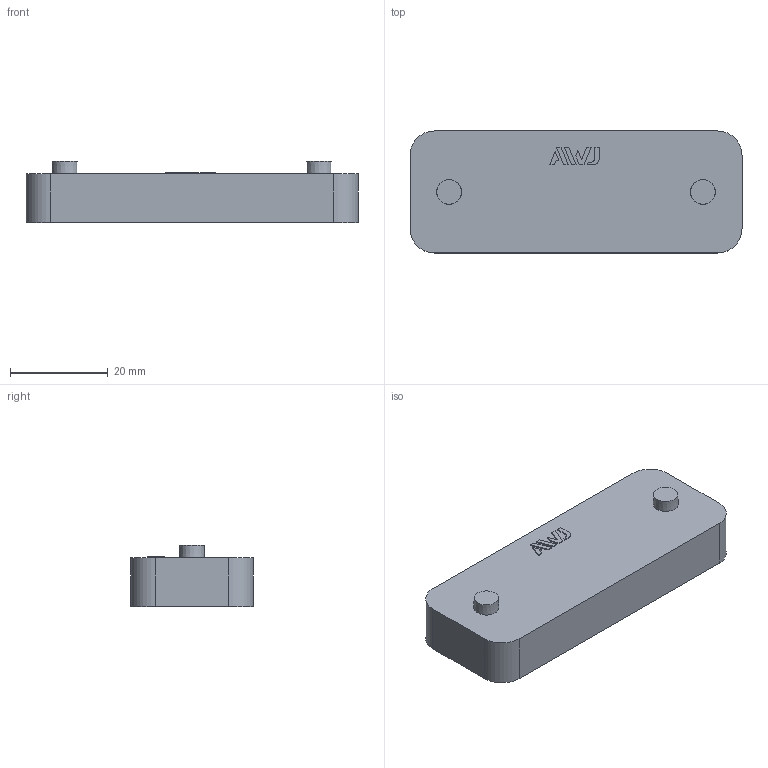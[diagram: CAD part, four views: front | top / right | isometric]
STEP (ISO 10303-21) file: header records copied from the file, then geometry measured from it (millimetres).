
FILE_DESCRIPTION( ( 'STEP AP203' ), '1' );
FILE_NAME( 'SG65・75SU.step', '2022-07-20T01:43:52', ( ' ' ), ( ' ' ), 'XStep 1.0', ' ', ' ' );
FILE_SCHEMA( ( 'CONFIG_CONTROL_DESIGN' ) );
Length unit declared in the file: millimetre
Products named in the file (1): 1
Bounding box: 68 x 25 x 12.5 mm (x, y, z)
Volume: 11077.3 mm3; surface area: 10929.3 mm2
Topology: 1 solids, 1 shells, 368 faces, 932 edges, 622 vertices
Faces by surface type: plane 360, cylinder 6, cone 2
Entity records: 10864 total; most frequent: CARTESIAN_POINT 1917, ORIENTED_EDGE 1856, DIRECTION 1682, EDGE_CURVE 928, LINE 912, VECTOR 912, VERTEX_POINT 620, EDGE_LOOP 426
